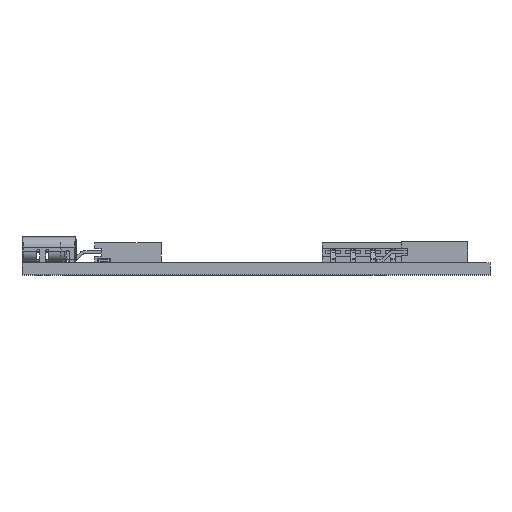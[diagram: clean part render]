
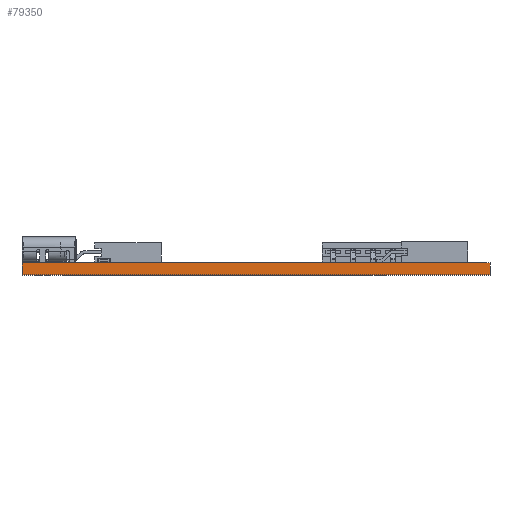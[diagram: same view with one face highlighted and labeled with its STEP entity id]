
A CAD part, front view. The second image highlights one B-rep face of the part: STEP entity #79350.
In plain terms, the highlighted planar face has unit normal (0, -1, 0).
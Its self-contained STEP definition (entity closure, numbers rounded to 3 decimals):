
#78889 = VERTEX_POINT('',#78890);
#78890 = CARTESIAN_POINT('',(80.,-175.,0.));
#78896 = EDGE_CURVE('',#78897,#78889,#78899,.T.);
#78897 = VERTEX_POINT('',#78898);
#78898 = CARTESIAN_POINT('',(140.,-175.,0.));
#78899 = LINE('',#78900,#78901);
#78900 = CARTESIAN_POINT('',(140.,-175.,0.));
#78901 = VECTOR('',#78902,1.);
#78902 = DIRECTION('',(-1.,0.,0.));
#79054 = VERTEX_POINT('',#79055);
#79055 = CARTESIAN_POINT('',(80.,-175.,1.51));
#79061 = EDGE_CURVE('',#79062,#79054,#79064,.T.);
#79062 = VERTEX_POINT('',#79063);
#79063 = CARTESIAN_POINT('',(140.,-175.,1.51));
#79064 = LINE('',#79065,#79066);
#79065 = CARTESIAN_POINT('',(140.,-175.,1.51));
#79066 = VECTOR('',#79067,1.);
#79067 = DIRECTION('',(-1.,0.,0.));
#79320 = EDGE_CURVE('',#78889,#79054,#79321,.T.);
#79321 = LINE('',#79322,#79323);
#79322 = CARTESIAN_POINT('',(80.,-175.,0.));
#79323 = VECTOR('',#79324,1.);
#79324 = DIRECTION('',(0.,0.,1.));
#79350 = ADVANCED_FACE('',(#79351),#79362,.T.);
#79351 = FACE_BOUND('',#79352,.T.);
#79352 = EDGE_LOOP('',(#79353,#79359,#79360,#79361));
#79353 = ORIENTED_EDGE('',*,*,#79354,.T.);
#79354 = EDGE_CURVE('',#78897,#79062,#79355,.T.);
#79355 = LINE('',#79356,#79357);
#79356 = CARTESIAN_POINT('',(140.,-175.,0.));
#79357 = VECTOR('',#79358,1.);
#79358 = DIRECTION('',(0.,0.,1.));
#79359 = ORIENTED_EDGE('',*,*,#79061,.T.);
#79360 = ORIENTED_EDGE('',*,*,#79320,.F.);
#79361 = ORIENTED_EDGE('',*,*,#78896,.F.);
#79362 = PLANE('',#79363);
#79363 = AXIS2_PLACEMENT_3D('',#79364,#79365,#79366);
#79364 = CARTESIAN_POINT('',(140.,-175.,0.));
#79365 = DIRECTION('',(0.,-1.,0.));
#79366 = DIRECTION('',(-1.,0.,0.));
